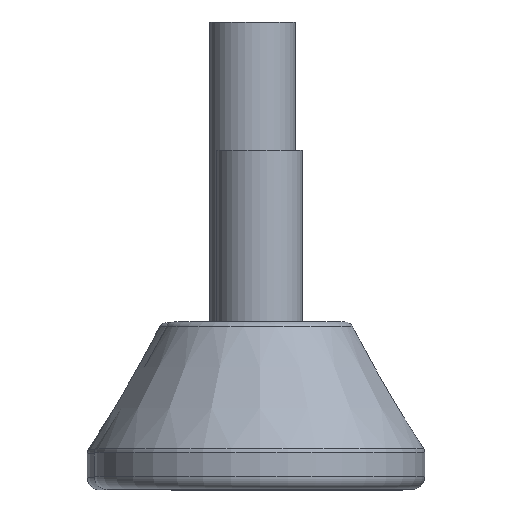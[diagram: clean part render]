
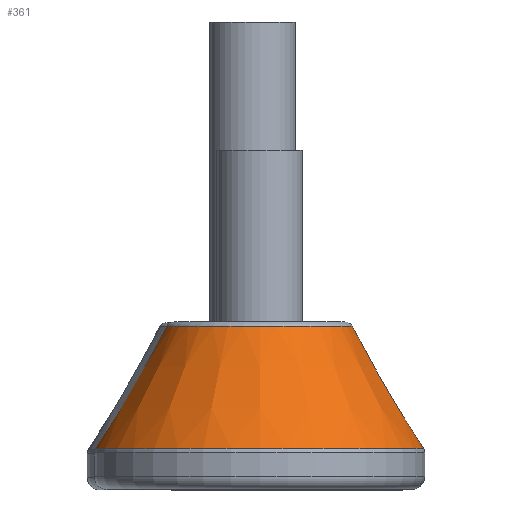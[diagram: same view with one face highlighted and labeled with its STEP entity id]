
A CAD part, left-side view. The second image highlights one B-rep face of the part: STEP entity #361.
In plain terms, the highlighted conical face has half-angle 30.256 degrees and reference radius 19.25 mm.
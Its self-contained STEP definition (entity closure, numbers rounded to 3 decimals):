
#27=CONICAL_SURFACE('',#410,19.25,30.256);
#56=FACE_BOUND('',#133,.T.);
#87=FACE_OUTER_BOUND('',#132,.T.);
#132=EDGE_LOOP('',(#292));
#133=EDGE_LOOP('',(#293));
#184=CIRCLE('',#409,19.114);
#185=CIRCLE('',#411,10.789);
#216=VERTEX_POINT('',#633);
#217=VERTEX_POINT('',#636);
#248=EDGE_CURVE('',#216,#216,#184,.T.);
#249=EDGE_CURVE('',#217,#217,#185,.T.);
#292=ORIENTED_EDGE('',*,*,#249,.F.);
#293=ORIENTED_EDGE('',*,*,#248,.F.);
#361=ADVANCED_FACE('',(#87,#56),#27,.T.);
#409=AXIS2_PLACEMENT_3D('',#634,#504,#505);
#410=AXIS2_PLACEMENT_3D('',#635,#506,#507);
#411=AXIS2_PLACEMENT_3D('',#637,#508,#509);
#504=DIRECTION('center_axis',(0.,0.,-1.));
#505=DIRECTION('ref_axis',(-1.,0.,0.));
#506=DIRECTION('center_axis',(0.,0.,-1.));
#507=DIRECTION('ref_axis',(-1.,0.,0.));
#508=DIRECTION('center_axis',(0.,0.,1.));
#509=DIRECTION('ref_axis',(1.,0.,0.));
#633=CARTESIAN_POINT('',(19.114,0.,4.734));
#634=CARTESIAN_POINT('Origin',(0.,0.,4.734));
#635=CARTESIAN_POINT('Origin',(0.,0.,4.5));
#636=CARTESIAN_POINT('',(-10.789,0.,19.004));
#637=CARTESIAN_POINT('Origin',(0.,0.,19.004));
